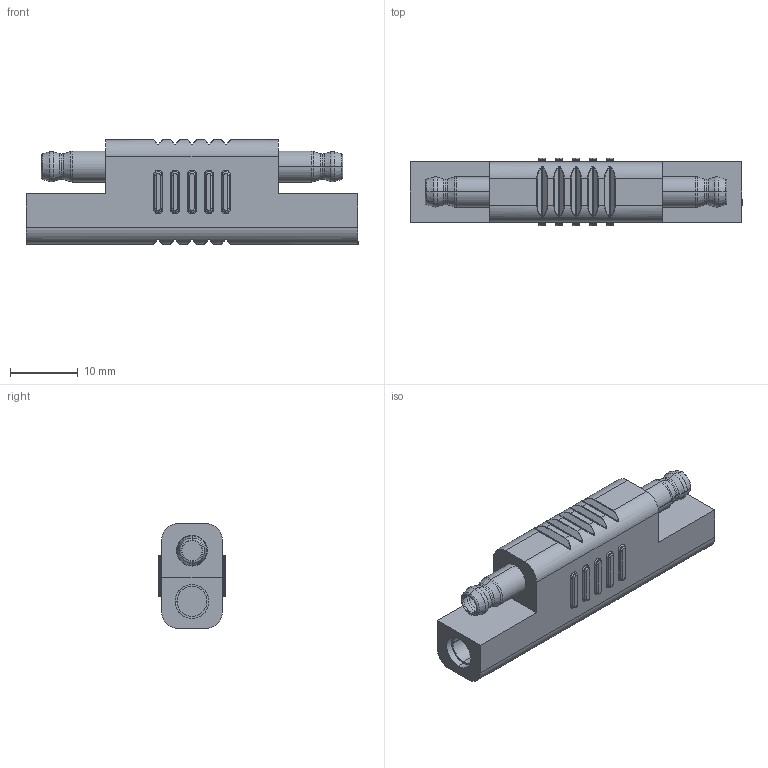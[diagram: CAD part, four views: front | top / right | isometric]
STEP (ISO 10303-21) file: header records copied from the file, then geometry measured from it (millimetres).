
FILE_DESCRIPTION (( 'STEP AP203' ), '1' );
FILE_NAME ('55-00058_revA.STEP', '2017-01-16T23:14:19', ( '' ), ( '' ), 'SwSTEP 2.0', 'SolidWorks 2015', '' );
FILE_SCHEMA (( 'CONFIG_CONTROL_DESIGN' ));
Length unit declared in the file: millimetre
Products named in the file (3): 24-00194_Spec; 55-00058_revA; 50-00550
Assembly tree (3 placements, depth 2):
  55-00058_revA
    24-00194_Spec
    50-00550  x2
Bounding box: 49.1 x 10 x 15.5 mm (x, y, z)
Volume: 4783.9 mm3; surface area: 4727.5 mm2
Topology: 5 solids, 5 shells, 513 faces, 1239 edges, 750 vertices
Faces by surface type: cylinder 183, plane 120, torus 114, bspline 60, cone 36
Entity records: 13652 total; most frequent: CARTESIAN_POINT 4064, DIRECTION 2027, ORIENTED_EDGE 1964, EDGE_CURVE 982, AXIS2_PLACEMENT_3D 847, VERTEX_POINT 590, CIRCLE 489, EDGE_LOOP 426
